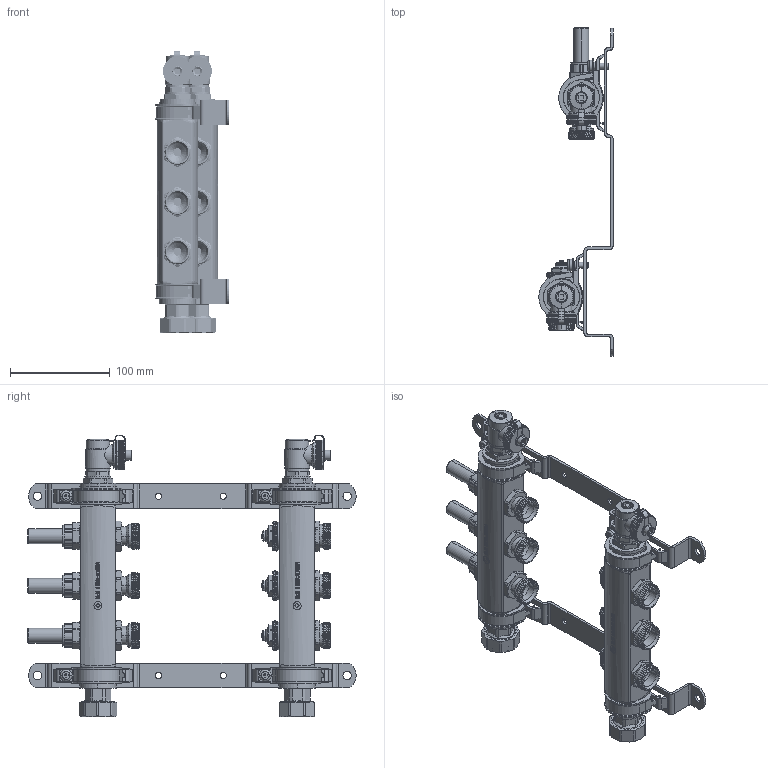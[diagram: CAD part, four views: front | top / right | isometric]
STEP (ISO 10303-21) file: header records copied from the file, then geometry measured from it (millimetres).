
FILE_DESCRIPTION((''),'2;1');
FILE_NAME('9340-03-800_VEREINFAC_SW0001','2016-10-25T',('marann'),(''),'PRO/ENGINEER BY PARAMETRIC TECHNOLOGY CORPORATION, 2011490','PRO/ENGINEER BY PARAMETRIC TECHNOLOGY CORPORATION, 2011490','');
FILE_SCHEMA(('CONFIG_CONTROL_DESIGN'));
Products named in the file (1): 9340-03-800_VEREINFAC_SW0001
Bounding box: 74.75 x 329.7 x 282.8 mm (x, y, z)
Volume: 370792.2 mm3; surface area: 255986.8 mm2
Topology: 7 solids, 8 shells, 3641 faces, 9793 edges, 6280 vertices
Faces by surface type: plane 1500, cylinder 1304, bspline 436, cone 268, torus 133
Entity records: 181307 total; most frequent: CARTESIAN_POINT 92979, ORIENTED_EDGE 19586, DIRECTION 17165, EDGE_CURVE 9793, AXIS2_PLACEMENT_3D 6314, VERTEX_POINT 6280, VECTOR 4537, LINE 4537
